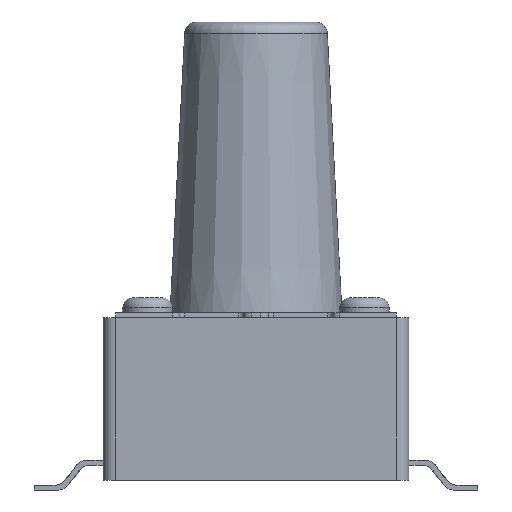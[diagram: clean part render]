
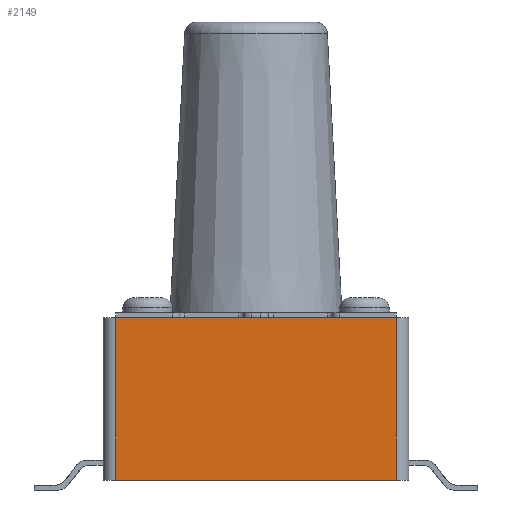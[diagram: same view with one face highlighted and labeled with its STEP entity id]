
A CAD part, front view. The second image highlights one B-rep face of the part: STEP entity #2149.
In plain terms, the highlighted planar face has unit normal (0, -1, 0).
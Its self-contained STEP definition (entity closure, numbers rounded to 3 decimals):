
#73=PLANE('',#2321);
#142=LINE('',#3225,#340);
#147=LINE('',#3242,#345);
#148=LINE('',#3245,#346);
#149=LINE('',#3246,#347);
#340=VECTOR('',#2589,10.);
#345=VECTOR('',#2608,10.);
#346=VECTOR('',#2611,10.);
#347=VECTOR('',#2612,10.);
#591=FACE_OUTER_BOUND('',#716,.T.);
#716=EDGE_LOOP('',(#1554,#1555,#1556,#1557));
#968=VERTEX_POINT('',#3222);
#969=VERTEX_POINT('',#3224);
#974=VERTEX_POINT('',#3240);
#975=VERTEX_POINT('',#3244);
#1193=EDGE_CURVE('',#969,#968,#142,.T.);
#1202=EDGE_CURVE('',#969,#974,#147,.T.);
#1203=EDGE_CURVE('',#975,#968,#148,.T.);
#1204=EDGE_CURVE('',#974,#975,#149,.T.);
#1554=ORIENTED_EDGE('',*,*,#1202,.F.);
#1555=ORIENTED_EDGE('',*,*,#1193,.T.);
#1556=ORIENTED_EDGE('',*,*,#1203,.F.);
#1557=ORIENTED_EDGE('',*,*,#1204,.F.);
#2149=ADVANCED_FACE('',(#591),#73,.T.);
#2321=AXIS2_PLACEMENT_3D('',#3243,#2609,#2610);
#2589=DIRECTION('',(1.,0.,0.));
#2608=DIRECTION('',(0.,0.,1.));
#2609=DIRECTION('center_axis',(0.,-1.,0.));
#2610=DIRECTION('ref_axis',(1.,0.,0.));
#2611=DIRECTION('',(0.,0.,-1.));
#2612=DIRECTION('',(1.,0.,0.));
#3222=CARTESIAN_POINT('',(2.85,-3.1,0.2));
#3224=CARTESIAN_POINT('',(-2.85,-3.1,0.2));
#3225=CARTESIAN_POINT('',(-1.55,-3.1,0.2));
#3240=CARTESIAN_POINT('',(-2.85,-3.1,3.5));
#3242=CARTESIAN_POINT('',(-2.85,-3.1,0.));
#3243=CARTESIAN_POINT('Origin',(-3.1,-3.1,0.));
#3244=CARTESIAN_POINT('',(2.85,-3.1,3.5));
#3245=CARTESIAN_POINT('',(2.85,-3.1,0.));
#3246=CARTESIAN_POINT('',(-3.1,-3.1,3.5));
